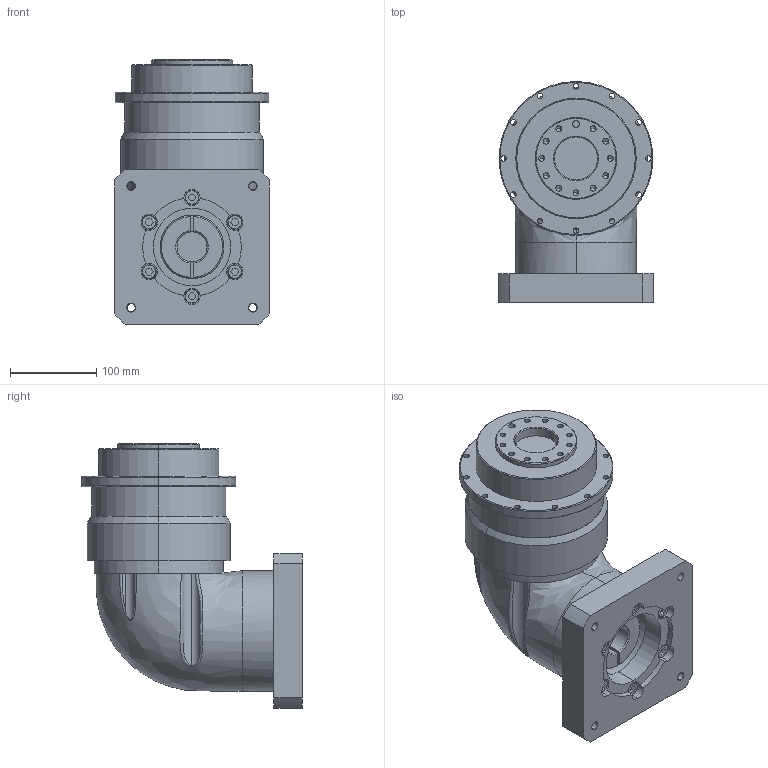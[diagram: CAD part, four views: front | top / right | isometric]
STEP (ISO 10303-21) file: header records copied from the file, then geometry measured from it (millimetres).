
FILE_DESCRIPTION (( 'STEP AP203' ), '1' );
FILE_NAME ('EVT140-L1-35-114.3-200.STEP', '2022-06-15T08:47:01', ( 'PC' ), ( 'Microsoft' ), 'SwSTEP 2.0', 'SolidWorks 2016', '' );
FILE_SCHEMA (( 'CONFIG_CONTROL_DESIGN' ));
Length unit declared in the file: millimetre
Products named in the file (1): EVT140-L1-35-114.3-200
Bounding box: 180 x 256.5 x 307.7 mm (x, y, z)
Volume: 6162267.1 mm3; surface area: 327009.3 mm2
Topology: 1 solids, 1 shells, 265 faces, 663 edges, 413 vertices
Faces by surface type: cylinder 120, plane 81, cone 42, torus 16, bspline 6
Entity records: 11194 total; most frequent: CARTESIAN_POINT 4659, DIRECTION 1426, ORIENTED_EDGE 1282, EDGE_CURVE 641, AXIS2_PLACEMENT_3D 565, VERTEX_POINT 413, EDGE_LOOP 332, CIRCLE 305
